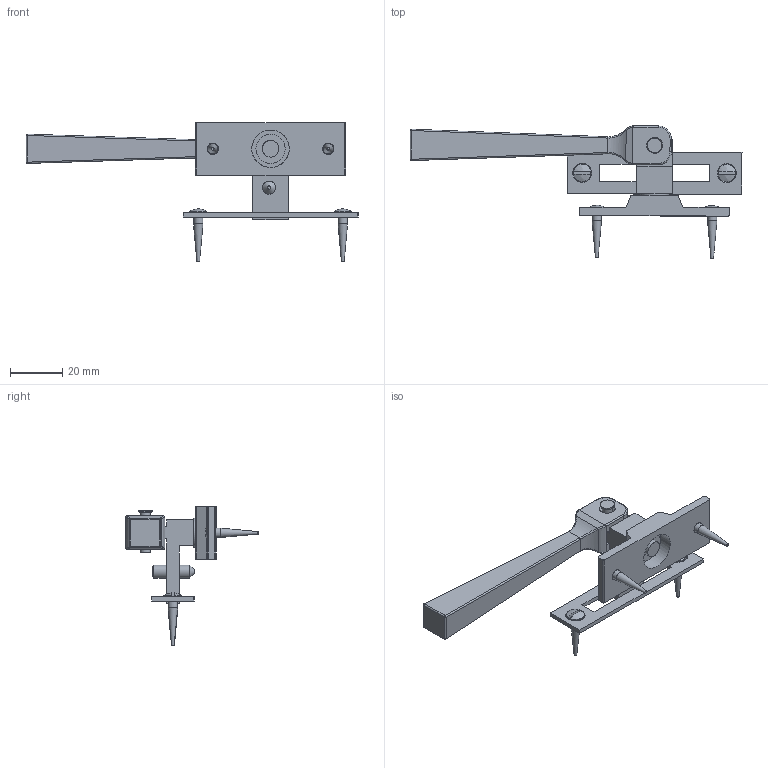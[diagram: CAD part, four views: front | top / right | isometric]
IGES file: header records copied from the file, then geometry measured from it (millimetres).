
Global section: file name: P4527LS-MP; native system: Autodesk Inventor 2018; preprocessor: unknown; author: ashami; date: 20180716.104112; units: millimetre
Bounding box: 126.56 x 50.37 x 52.96 mm (x, y, z)
Volume: 19185.6 mm3; surface area: 13665.3 mm2
Topology: 12 solids, 12 shells, 195 faces, 471 edges, 299 vertices
Faces by surface type: bspline 195
